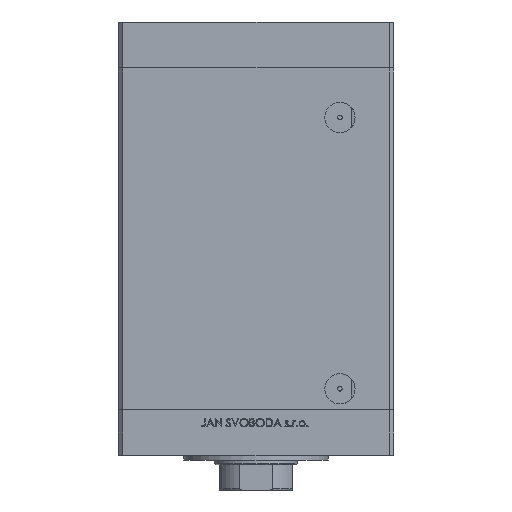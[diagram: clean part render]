
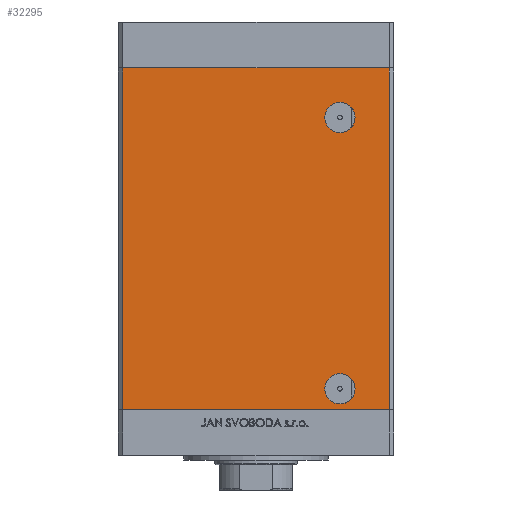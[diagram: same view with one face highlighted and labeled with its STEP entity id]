
A CAD part, front view. The second image highlights one B-rep face of the part: STEP entity #32295.
In plain terms, the highlighted planar face has unit normal (0, -1, 0).
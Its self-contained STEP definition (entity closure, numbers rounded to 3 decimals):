
#2299 = VECTOR ( 'NONE', #37360, 1000. ) ;
#2572 = LINE ( 'NONE', #41660, #46588 ) ;
#2839 = LINE ( 'NONE', #41172, #2299 ) ;
#4428 = DIRECTION ( 'NONE',  ( 0., -1., 0. ) ) ;
#4882 = EDGE_CURVE ( 'NONE', #49186, #18021, #2572, .T. ) ;
#5059 = EDGE_CURVE ( 'NONE', #48205, #43625, #48218, .T. ) ;
#6528 = CARTESIAN_POINT ( 'NONE',  ( 58., -51., 148.5 ) ) ;
#6867 = VECTOR ( 'NONE', #16991, 1000. ) ;
#7100 = CARTESIAN_POINT ( 'NONE',  ( 36.5, -51., 127. ) ) ;
#7218 = AXIS2_PLACEMENT_3D ( 'NONE', #19536, #46202, #19797 ) ;
#7735 = CARTESIAN_POINT ( 'NONE',  ( 36.5, -51., 2.42 ) ) ;
#9672 = PLANE ( 'NONE',  #46873 ) ;
#10878 = CARTESIAN_POINT ( 'NONE',  ( 36.5, -51., 127. ) ) ;
#11371 = DIRECTION ( 'NONE',  ( 0., 1., 0. ) ) ;
#11849 = CARTESIAN_POINT ( 'NONE',  ( -58., -51., 148.5 ) ) ;
#12187 = ORIENTED_EDGE ( 'NONE', *, *, #32144, .F. ) ;
#12445 = CARTESIAN_POINT ( 'NONE',  ( 58., -51., 148.5 ) ) ;
#13490 = CARTESIAN_POINT ( 'NONE',  ( -58., -51., 148.5 ) ) ;
#14656 = EDGE_CURVE ( 'NONE', #15655, #43261, #27779, .T. ) ;
#15035 = EDGE_CURVE ( 'NONE', #18021, #43625, #31263, .T. ) ;
#15655 = VERTEX_POINT ( 'NONE', #21663 ) ;
#16991 = DIRECTION ( 'NONE',  ( 0., 0., -1. ) ) ;
#17287 = EDGE_CURVE ( 'NONE', #43261, #15655, #40006, .T. ) ;
#17297 = FACE_BOUND ( 'NONE', #26371, .T. ) ;
#18021 = VERTEX_POINT ( 'NONE', #38916 ) ;
#19131 = DIRECTION ( 'NONE',  ( 0., 0., -1. ) ) ;
#19536 = CARTESIAN_POINT ( 'NONE',  ( 36.5, -51., 9. ) ) ;
#19797 = DIRECTION ( 'NONE',  ( 0., 0., -1. ) ) ;
#21121 = ORIENTED_EDGE ( 'NONE', *, *, #41244, .F. ) ;
#21663 = CARTESIAN_POINT ( 'NONE',  ( 36.5, -51., 120.42 ) ) ;
#22893 = CARTESIAN_POINT ( 'NONE',  ( -58., -51., 0. ) ) ;
#23319 = DIRECTION ( 'NONE',  ( 0., 1., 0. ) ) ;
#25165 = DIRECTION ( 'NONE',  ( 0., 1., 0. ) ) ;
#26371 = EDGE_LOOP ( 'NONE', ( #47620, #21121 ) ) ;
#26858 = DIRECTION ( 'NONE',  ( 0., 0., -1. ) ) ;
#27743 = CARTESIAN_POINT ( 'NONE',  ( 36.5, -51., 133.58 ) ) ;
#27779 = CIRCLE ( 'NONE', #43195, 6.58 ) ;
#30912 = VERTEX_POINT ( 'NONE', #7735 ) ;
#31263 = LINE ( 'NONE', #22893, #41558 ) ;
#32144 = EDGE_CURVE ( 'NONE', #49186, #48205, #2839, .T. ) ;
#32295 = ADVANCED_FACE ( 'NONE', ( #17297, #32783, #48274 ), #9672, .F. ) ;
#32783 = FACE_OUTER_BOUND ( 'NONE', #43317, .T. ) ;
#34116 = CARTESIAN_POINT ( 'NONE',  ( 36.5, -51., 15.58 ) ) ;
#35490 = AXIS2_PLACEMENT_3D ( 'NONE', #46563, #4428, #19131 ) ;
#37360 = DIRECTION ( 'NONE',  ( 1., 0., 0. ) ) ;
#37447 = VERTEX_POINT ( 'NONE', #34116 ) ;
#37498 = ORIENTED_EDGE ( 'NONE', *, *, #5059, .F. ) ;
#37521 = EDGE_CURVE ( 'NONE', #30912, #37447, #48475, .T. ) ;
#37590 = DIRECTION ( 'NONE',  ( 0., 0., -1. ) ) ;
#37939 = ORIENTED_EDGE ( 'NONE', *, *, #4882, .T. ) ;
#38010 = CIRCLE ( 'NONE', #7218, 6.58 ) ;
#38916 = CARTESIAN_POINT ( 'NONE',  ( -58., -51., 0. ) ) ;
#39371 = EDGE_LOOP ( 'NONE', ( #43059, #49061 ) ) ;
#40006 = CIRCLE ( 'NONE', #43272, 6.58 ) ;
#41172 = CARTESIAN_POINT ( 'NONE',  ( -58., -51., 148.5 ) ) ;
#41244 = EDGE_CURVE ( 'NONE', #37447, #30912, #38010, .T. ) ;
#41558 = VECTOR ( 'NONE', #42450, 1000. ) ;
#41660 = CARTESIAN_POINT ( 'NONE',  ( -58., -51., 148.5 ) ) ;
#42060 = ORIENTED_EDGE ( 'NONE', *, *, #15035, .T. ) ;
#42450 = DIRECTION ( 'NONE',  ( 1., 0., 0. ) ) ;
#43059 = ORIENTED_EDGE ( 'NONE', *, *, #14656, .T. ) ;
#43195 = AXIS2_PLACEMENT_3D ( 'NONE', #7100, #23319, #49996 ) ;
#43261 = VERTEX_POINT ( 'NONE', #27743 ) ;
#43272 = AXIS2_PLACEMENT_3D ( 'NONE', #10878, #11371, #26858 ) ;
#43317 = EDGE_LOOP ( 'NONE', ( #42060, #37498, #12187, #37939 ) ) ;
#43625 = VERTEX_POINT ( 'NONE', #48489 ) ;
#46202 = DIRECTION ( 'NONE',  ( 0., -1., 0. ) ) ;
#46563 = CARTESIAN_POINT ( 'NONE',  ( 36.5, -51., 9. ) ) ;
#46588 = VECTOR ( 'NONE', #37590, 1000. ) ;
#46873 = AXIS2_PLACEMENT_3D ( 'NONE', #13490, #25165, #48525 ) ;
#47620 = ORIENTED_EDGE ( 'NONE', *, *, #37521, .F. ) ;
#48205 = VERTEX_POINT ( 'NONE', #6528 ) ;
#48218 = LINE ( 'NONE', #12445, #6867 ) ;
#48274 = FACE_BOUND ( 'NONE', #39371, .T. ) ;
#48475 = CIRCLE ( 'NONE', #35490, 6.58 ) ;
#48489 = CARTESIAN_POINT ( 'NONE',  ( 58., -51., 0. ) ) ;
#48525 = DIRECTION ( 'NONE',  ( 0., 0., 1. ) ) ;
#49061 = ORIENTED_EDGE ( 'NONE', *, *, #17287, .T. ) ;
#49186 = VERTEX_POINT ( 'NONE', #11849 ) ;
#49996 = DIRECTION ( 'NONE',  ( 0., 0., -1. ) ) ;
